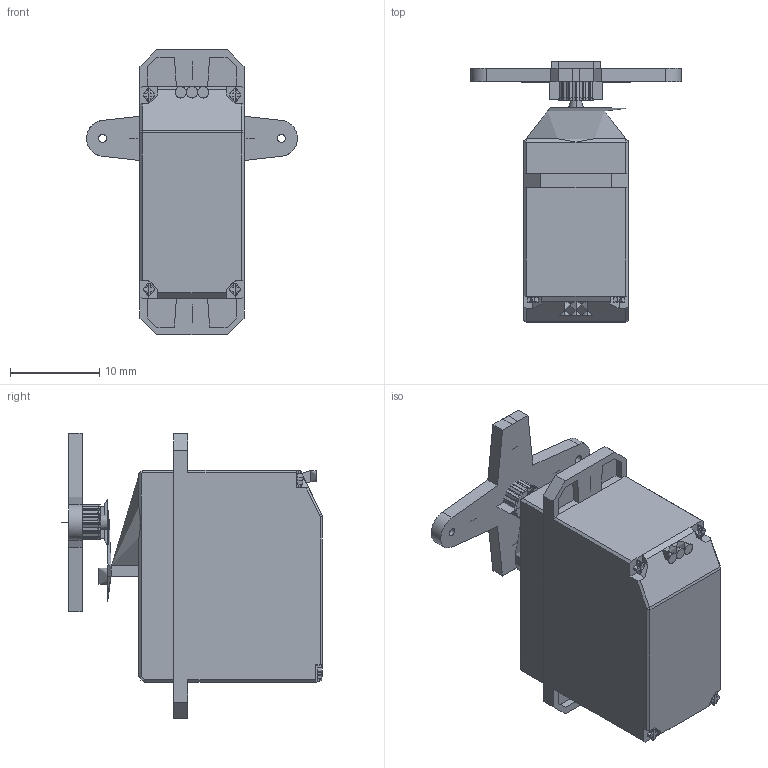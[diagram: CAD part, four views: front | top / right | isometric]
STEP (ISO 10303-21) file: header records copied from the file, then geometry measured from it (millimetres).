
FILE_DESCRIPTION(/* description */ (''),/* implementation_level */ '2;1');
FILE_NAME(/* name */ 'EMAXES~1',/* time_stamp */ '2018-07-10T14:15:23-07:00',/* author */ (''),/* organization */ (''),/* preprocessor_version */ 'ST-DEVELOPER v15',/* originating_system */ '',/* authorisation */ '');
FILE_SCHEMA (('CONFIG_CONTROL_DESIGN'));
Length unit declared in the file: inch
Products named in the file (1): Document
Bounding box: 23.67 x 29.31 x 32.12 mm (x, y, z)
Volume: 318.9 mm3; surface area: 3098.2 mm2
Topology: 1 solids, 2 shells, 392 faces, 1067 edges, 673 vertices
Faces by surface type: bspline 392
Entity records: 24628 total; most frequent: CARTESIAN_POINT 12013, ORIENTED_EDGE 2112, PCURVE 2112, DEFINITIONAL_REPRESENTATION 2112, B_SPLINE_CURVE_WITH_KNOTS 1957, SURFACE_CURVE 1064, EDGE_CURVE 1064, VERTEX_POINT 669
